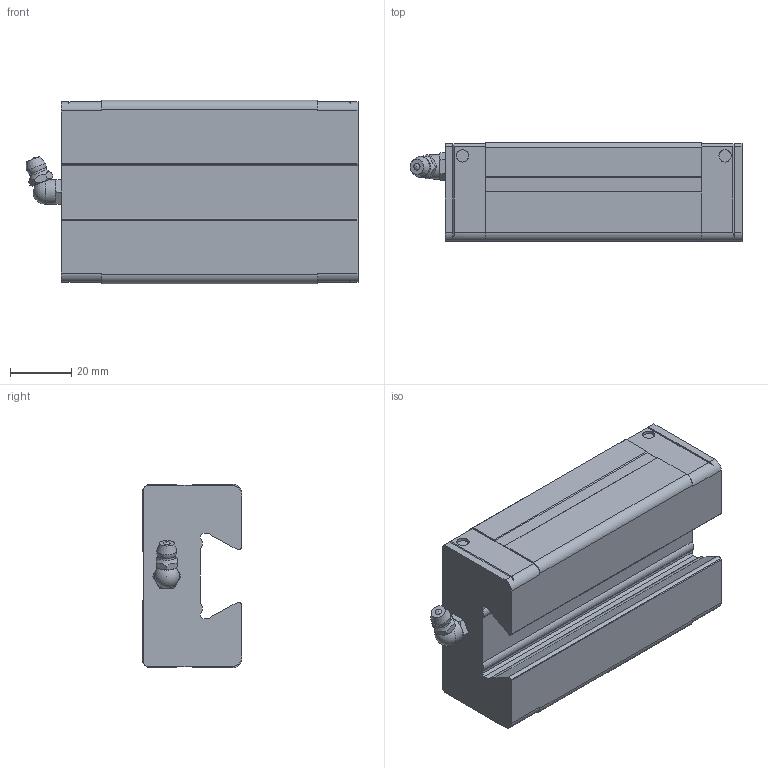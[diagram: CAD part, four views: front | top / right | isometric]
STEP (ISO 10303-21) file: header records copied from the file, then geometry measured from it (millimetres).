
FILE_DESCRIPTION(/* description */ ('STEP AP214'),/* implementation_level */ '2;1');
FILE_NAME(/* name */ 'SSR30XW1SS(GK) BLOCK(1B)',/* time_stamp */ '2023-02-06T12:56:23+01:00',/* author */ ('License CC BY-ND 4.0'),/* organization */ ('CADENAS'),/* preprocessor_version */ 'ST-DEVELOPER v18.102',/* originating_system */ 'PARTsolutions',/* authorisation */ ' ');
FILE_SCHEMA (('AUTOMOTIVE_DESIGN {1 0 10303 214 3 1 1}'));
Length unit declared in the file: millimetre
Products named in the file (3): SSR30XW1SS(GK) BLOCK(1B); SSR30XWSSBGNPJ-20-35; SSR30XWSSB 1Slide20-35
Assembly tree (2 placements, depth 2):
  SSR30XW1SS(GK) BLOCK(1B)
    SSR30XWSSBGNPJ-20-35
    SSR30XWSSB 1Slide20-35
Bounding box: 108.6 x 32.5 x 60 mm (x, y, z)
Volume: 155160 mm3; surface area: 26869.2 mm2
Topology: 2 solids, 2 shells, 145 faces, 374 edges, 238 vertices
Faces by surface type: plane 94, cylinder 24, cone 22, sphere 3, torus 2
Full cylindrical faces by diameter (mm): 4 x4, 4.917 x2, 6 x1, 6.647 x4, 8 x1
Entity records: 4219 total; most frequent: CARTESIAN_POINT 805, DIRECTION 682, ORIENTED_EDGE 654, EDGE_CURVE 327, AXIS2_PLACEMENT_3D 231, VERTEX_POINT 230, LINE 220, VECTOR 220
